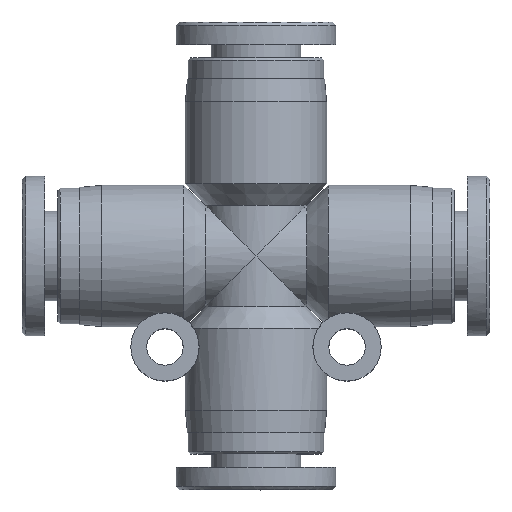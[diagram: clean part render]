
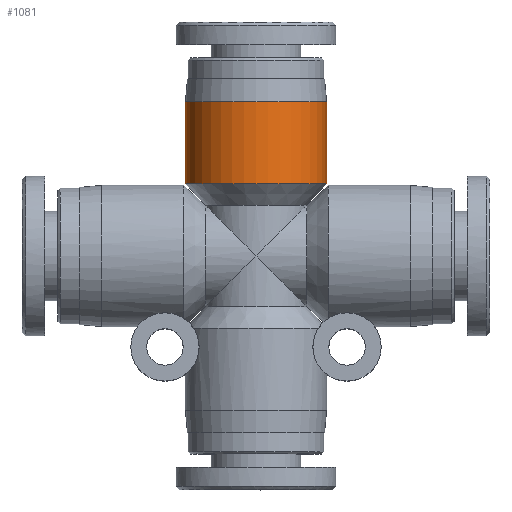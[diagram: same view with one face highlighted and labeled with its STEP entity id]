
A CAD part, top view. The second image highlights one B-rep face of the part: STEP entity #1081.
In plain terms, the highlighted cylindrical face has radius 6.2 mm (diameter 12.4 mm), a full revolution.
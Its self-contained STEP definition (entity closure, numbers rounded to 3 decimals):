
#1047=CARTESIAN_POINT('',(6.2,13.55,0.0));
#1048=VERTEX_POINT('',#1047);
#1049=CARTESIAN_POINT('',(0.,13.55,0.0));
#1050=DIRECTION('',(0.0,-1.0,0.0));
#1051=DIRECTION('',(1.0,0.0,0.0));
#1052=AXIS2_PLACEMENT_3D('',#1049,#1050,#1051);
#1053=CIRCLE('',#1052,6.2);
#1054=EDGE_CURVE('',#1048,#1048,#1053,.T.);
#1062=CARTESIAN_POINT('',(0.,9.95,0.0));
#1063=DIRECTION('',(0.,-1.0,0.0));
#1064=DIRECTION('',(1.0,0.0,0.0));
#1065=AXIS2_PLACEMENT_3D('',#1062,#1063,#1064);
#1066=CYLINDRICAL_SURFACE('',#1065,6.2);
#1067=CARTESIAN_POINT('',(6.2,6.35,0.0));
#1068=VERTEX_POINT('',#1067);
#1069=CARTESIAN_POINT('',(0.,6.35,0.0));
#1070=DIRECTION('',(0.0,-1.0,0.0));
#1071=DIRECTION('',(1.0,0.0,0.0));
#1072=AXIS2_PLACEMENT_3D('',#1069,#1070,#1071);
#1073=CIRCLE('',#1072,6.2);
#1074=EDGE_CURVE('',#1068,#1068,#1073,.T.);
#1075=ORIENTED_EDGE('',*,*,#1074,.F.);
#1076=EDGE_LOOP('',(#1075));
#1077=FACE_OUTER_BOUND('',#1076,.T.);
#1078=ORIENTED_EDGE('',*,*,#1054,.T.);
#1079=EDGE_LOOP('',(#1078));
#1080=FACE_BOUND('',#1079,.T.);
#1081=ADVANCED_FACE('',(#1077,#1080),#1066,.T.);
